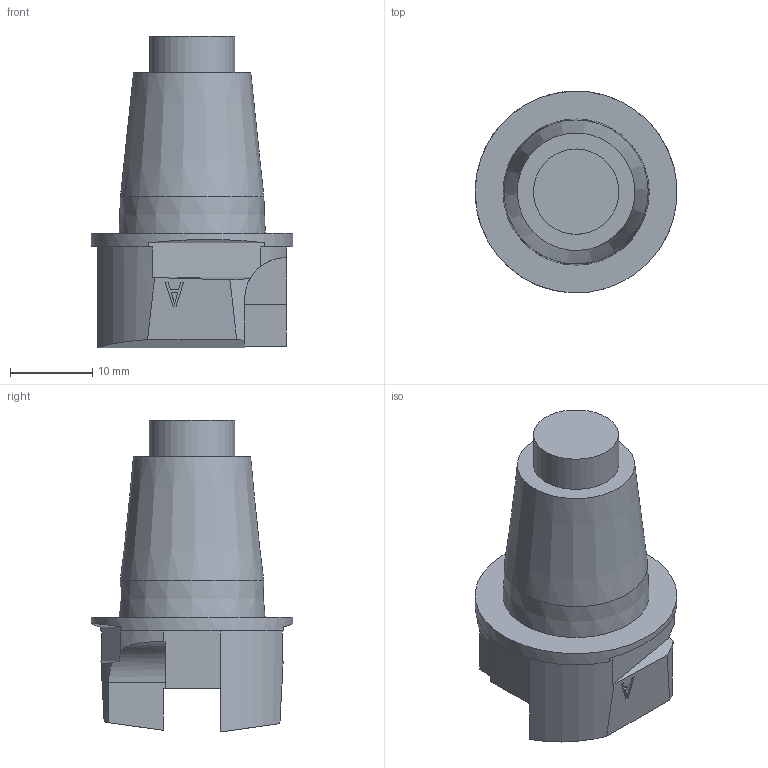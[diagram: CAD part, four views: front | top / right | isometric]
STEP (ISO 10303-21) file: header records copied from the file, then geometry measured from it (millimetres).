
FILE_DESCRIPTION(/* description */ (''),/* implementation_level */ '2;1');
FILE_NAME(/* name */ '1545053935696.stp',/* time_stamp */ '2018-12-17T14:39:12+01:00',/* author */ (''),/* organization */ ('SMS'),/* preprocessor_version */ 'ST-DEVELOPER v15',/* originating_system */ 'SIEMENS PLM Software NX 8.5',/* authorisation */ '');
FILE_SCHEMA (('AUTOMOTIVE_DESIGN { 1 0 10303 214 3 1 1 1 }'));
Length unit declared in the file: millimetre
Products named in the file (1): 200952572mod000_01
Bounding box: 24.56 x 24.58 x 38 mm (x, y, z)
Volume: 9085.1 mm3; surface area: 3144.7 mm2
Topology: 1 solids, 1 shells, 63 faces, 162 edges, 112 vertices
Faces by surface type: plane 43, cylinder 10, extrusion 8, cone 2
Full cylindrical faces by diameter (mm): 10.4 x1, 24.6 x1
Entity records: 2174 total; most frequent: CARTESIAN_POINT 650, ORIENTED_EDGE 312, DIRECTION 270, EDGE_CURVE 156, VERTEX_POINT 106, AXIS2_PLACEMENT_3D 94, VECTOR 82, LINE 74
